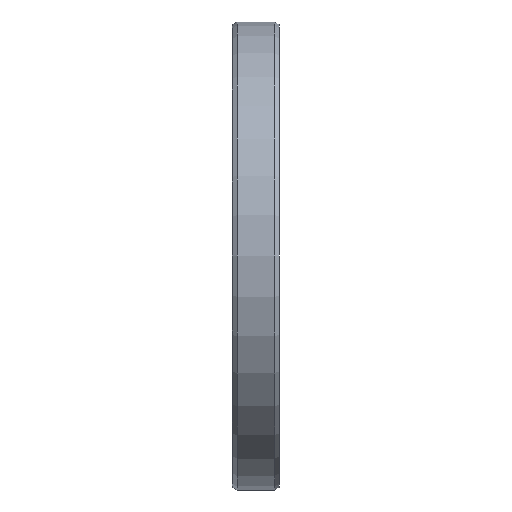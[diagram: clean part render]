
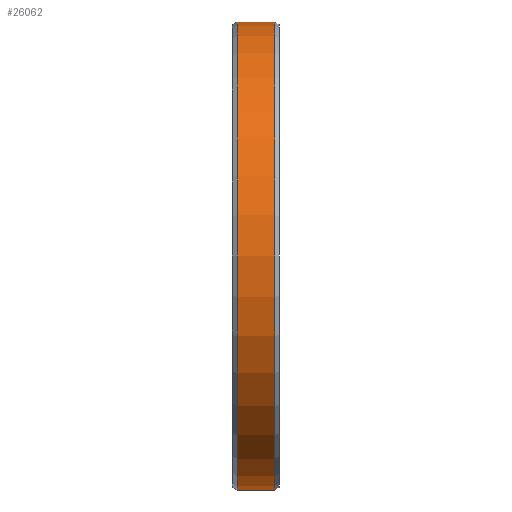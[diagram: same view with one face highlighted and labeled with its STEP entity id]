
A CAD part, left-side view. The second image highlights one B-rep face of the part: STEP entity #26062.
In plain terms, the highlighted cylindrical face has radius 50 mm (diameter 100 mm), a partial arc.
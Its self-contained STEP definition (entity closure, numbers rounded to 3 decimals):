
#25372=DIRECTION('',(0.,1.,0.));
#25373=VECTOR('',#25372,8.);
#25374=CARTESIAN_POINT('',(0.,-4.,-50.));
#25375=LINE('',#25374,#25373);
#25379=DIRECTION('',(0.,1.,0.));
#25380=VECTOR('',#25379,8.);
#25381=CARTESIAN_POINT('',(0.,-4.,50.));
#25382=LINE('',#25381,#25380);
#25386=CARTESIAN_POINT('',(0.,-4.,0.));
#25387=DIRECTION('',(0.,1.,0.));
#25388=DIRECTION('',(0.,0.,-1.));
#25389=AXIS2_PLACEMENT_3D('',#25386,#25387,#25388);
#25424=CARTESIAN_POINT('',(0.,4.,0.));
#25425=DIRECTION('',(0.,1.,0.));
#25426=DIRECTION('',(0.,0.,-1.));
#25427=AXIS2_PLACEMENT_3D('',#25424,#25425,#25426);
#25457=CARTESIAN_POINT('',(0.,-4.,-50.));
#25459=VERTEX_POINT('',#25457);
#25460=CARTESIAN_POINT('',(0.,4.,-50.));
#25461=VERTEX_POINT('',#25460);
#25489=CARTESIAN_POINT('',(0.,-4.,50.));
#25491=VERTEX_POINT('',#25489);
#25492=CARTESIAN_POINT('',(0.,4.,50.));
#25493=VERTEX_POINT('',#25492);
#26048=CARTESIAN_POINT('',(0.,52.293,0.));
#26049=DIRECTION('',(0.,-1.,0.));
#26050=DIRECTION('',(0.,0.,1.));
#26051=AXIS2_PLACEMENT_3D('',#26048,#26049,#26050);
#26052=CYLINDRICAL_SURFACE('',#26051,50.);
#26054=ORIENTED_EDGE('',*,*,#26053,.T.);
#26056=ORIENTED_EDGE('',*,*,#26055,.T.);
#26058=ORIENTED_EDGE('',*,*,#26057,.F.);
#26059=ORIENTED_EDGE('',*,*,#26034,.F.);
#26060=EDGE_LOOP('',(#26054,#26056,#26058,#26059));
#26061=FACE_OUTER_BOUND('',#26060,.F.);
#25390=CIRCLE('',#25389,50.);
#25428=CIRCLE('',#25427,50.);
#26034=EDGE_CURVE('',#25459,#25491,#25390,.T.);
#26053=EDGE_CURVE('',#25459,#25461,#25375,.T.);
#26055=EDGE_CURVE('',#25461,#25493,#25428,.T.);
#26057=EDGE_CURVE('',#25491,#25493,#25382,.T.);
#26062=ADVANCED_FACE('',(#26061),#26052,.T.);
